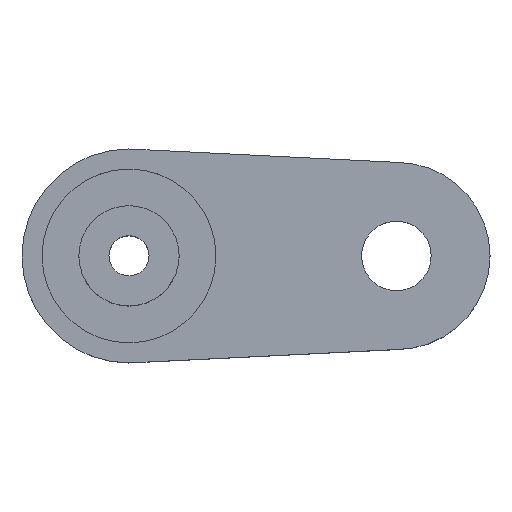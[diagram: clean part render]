
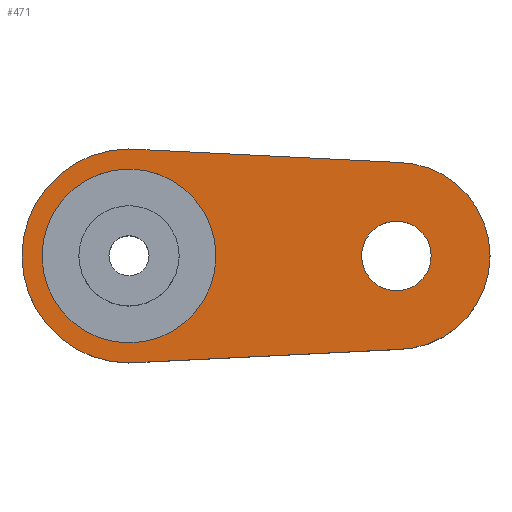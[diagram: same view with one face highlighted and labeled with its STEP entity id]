
A CAD part, top view. The second image highlights one B-rep face of the part: STEP entity #471.
In plain terms, the highlighted planar face has unit normal (0, 0, 1).
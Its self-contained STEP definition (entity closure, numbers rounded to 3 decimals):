
#141 = DIRECTION ( 'NONE',  ( 1., 0., 0. ) ) ;
#142 = DIRECTION ( 'NONE',  ( 0., 0., 1. ) ) ;
#143 = CARTESIAN_POINT ( 'NONE',  ( 0., 0., 4.5 ) ) ;
#144 = AXIS2_PLACEMENT_3D ( 'NONE', #143, #142, #141 ) ;
#145 = CIRCLE ( 'NONE', #144, 8. ) ;
#146 = DIRECTION ( 'NONE',  ( 1., 0., 0. ) ) ;
#148 = DIRECTION ( 'NONE',  ( 0., 0., 1. ) ) ;
#149 = CARTESIAN_POINT ( 'NONE',  ( 20., 0., 4.5 ) ) ;
#150 = AXIS2_PLACEMENT_3D ( 'NONE', #149, #148, #146 ) ;
#151 = CIRCLE ( 'NONE', #150, 2.6 ) ;
#156 = CARTESIAN_POINT ( 'NONE',  ( 22.6, 0., 4.5 ) ) ;
#171 = CARTESIAN_POINT ( 'NONE',  ( 0., -8., 4.5 ) ) ;
#172 = CIRCLE ( 'NONE', #182, 6.5 ) ;
#173 = CARTESIAN_POINT ( 'NONE',  ( 6.5, 0., 4.5 ) ) ;
#179 = DIRECTION ( 'NONE',  ( 1., 0., 0. ) ) ;
#180 = DIRECTION ( 'NONE',  ( 0., 0., 1. ) ) ;
#181 = CARTESIAN_POINT ( 'NONE',  ( 0., 0., 4.5 ) ) ;
#182 = AXIS2_PLACEMENT_3D ( 'NONE', #181, #180, #179 ) ;
#195 = CARTESIAN_POINT ( 'NONE',  ( -6.5, 0., 4.5 ) ) ;
#316 = CARTESIAN_POINT ( 'NONE',  ( 17.4, 0., 4.5 ) ) ;
#327 = CARTESIAN_POINT ( 'NONE',  ( 20., 0., 4.5 ) ) ;
#370 = DIRECTION ( 'NONE',  ( 1., 0., 0. ) ) ;
#371 = DIRECTION ( 'NONE',  ( 0., 0., 1. ) ) ;
#372 = AXIS2_PLACEMENT_3D ( 'NONE', #327, #371, #370 ) ;
#373 = CIRCLE ( 'NONE', #372, 2.6 ) ;
#450 = VERTEX_POINT ( 'NONE', #702 ) ;
#454 = ORIENTED_EDGE ( 'NONE', *, *, #512, .F. ) ;
#459 = ORIENTED_EDGE ( 'NONE', *, *, #499, .T. ) ;
#464 = EDGE_LOOP ( 'NONE', ( #465, #459, #483, #478, #480 ) ) ;
#465 = ORIENTED_EDGE ( 'NONE', *, *, #466, .T. ) ;
#466 = EDGE_CURVE ( 'NONE', #450, #490, #766, .T. ) ;
#467 = EDGE_CURVE ( 'NONE', #513, #520, #781, .T. ) ;
#468 = ORIENTED_EDGE ( 'NONE', *, *, #467, .F. ) ;
#471 = ADVANCED_FACE ( 'NONE', ( #741, #740, #759 ), #756, .T. ) ;
#473 = EDGE_LOOP ( 'NONE', ( #468, #454 ) ) ;
#475 = EDGE_LOOP ( 'NONE', ( #487, #488 ) ) ;
#476 = VERTEX_POINT ( 'NONE', #787 ) ;
#477 = EDGE_CURVE ( 'NONE', #476, #450, #783, .T. ) ;
#478 = ORIENTED_EDGE ( 'NONE', *, *, #479, .T. ) ;
#479 = EDGE_CURVE ( 'NONE', #482, #476, #728, .T. ) ;
#480 = ORIENTED_EDGE ( 'NONE', *, *, #477, .T. ) ;
#481 = EDGE_CURVE ( 'NONE', #510, #482, #796, .T. ) ;
#482 = VERTEX_POINT ( 'NONE', #795 ) ;
#483 = ORIENTED_EDGE ( 'NONE', *, *, #481, .T. ) ;
#487 = ORIENTED_EDGE ( 'NONE', *, *, #501, .F. ) ;
#488 = ORIENTED_EDGE ( 'NONE', *, *, #564, .F. ) ;
#490 = VERTEX_POINT ( 'NONE', #788 ) ;
#499 = EDGE_CURVE ( 'NONE', #490, #510, #145, .T. ) ;
#501 = EDGE_CURVE ( 'NONE', #581, #502, #151, .T. ) ;
#502 = VERTEX_POINT ( 'NONE', #156 ) ;
#510 = VERTEX_POINT ( 'NONE', #171 ) ;
#512 = EDGE_CURVE ( 'NONE', #520, #513, #172, .T. ) ;
#513 = VERTEX_POINT ( 'NONE', #173 ) ;
#520 = VERTEX_POINT ( 'NONE', #195 ) ;
#564 = EDGE_CURVE ( 'NONE', #502, #581, #373, .T. ) ;
#581 = VERTEX_POINT ( 'NONE', #316 ) ;
#702 = CARTESIAN_POINT ( 'NONE',  ( 0., 8., 4.5 ) ) ;
#727 = AXIS2_PLACEMENT_3D ( 'NONE', #761, #760, #764 ) ;
#728 = CIRCLE ( 'NONE', #727, 7. ) ;
#740 = FACE_OUTER_BOUND ( 'NONE', #464, .T. ) ;
#741 = FACE_BOUND ( 'NONE', #473, .T. ) ;
#753 = CARTESIAN_POINT ( 'NONE',  ( 0., 0., 4.5 ) ) ;
#754 = DIRECTION ( 'NONE',  ( 1., 0., 0. ) ) ;
#755 = DIRECTION ( 'NONE',  ( 0., 0., 1. ) ) ;
#756 = PLANE ( 'NONE',  #758 ) ;
#757 = CARTESIAN_POINT ( 'NONE',  ( 0., 0., 4.5 ) ) ;
#758 = AXIS2_PLACEMENT_3D ( 'NONE', #757, #763, #762 ) ;
#759 = FACE_BOUND ( 'NONE', #475, .T. ) ;
#760 = DIRECTION ( 'NONE',  ( 0., 0., 1. ) ) ;
#761 = CARTESIAN_POINT ( 'NONE',  ( 20., 0., 4.5 ) ) ;
#762 = DIRECTION ( 'NONE',  ( 1., 0., 0. ) ) ;
#763 = DIRECTION ( 'NONE',  ( 0., 0., 1. ) ) ;
#764 = DIRECTION ( 'NONE',  ( -1., 0., 0. ) ) ;
#766 = CIRCLE ( 'NONE', #770, 8. ) ;
#769 = CARTESIAN_POINT ( 'NONE',  ( 0., 0., 4.5 ) ) ;
#770 = AXIS2_PLACEMENT_3D ( 'NONE', #769, #755, #754 ) ;
#778 = DIRECTION ( 'NONE',  ( 1., 0., 0. ) ) ;
#779 = DIRECTION ( 'NONE',  ( 0., 0., 1. ) ) ;
#780 = AXIS2_PLACEMENT_3D ( 'NONE', #753, #779, #778 ) ;
#781 = CIRCLE ( 'NONE', #780, 6.5 ) ;
#783 = LINE ( 'NONE', #786, #785 ) ;
#784 = DIRECTION ( 'NONE',  ( -0.999, 0.05, 0. ) ) ;
#785 = VECTOR ( 'NONE', #784, 1000. ) ;
#786 = CARTESIAN_POINT ( 'NONE',  ( 20., 7., 4.5 ) ) ;
#787 = CARTESIAN_POINT ( 'NONE',  ( 20., 7., 4.5 ) ) ;
#788 = CARTESIAN_POINT ( 'NONE',  ( -8., 0., 4.5 ) ) ;
#792 = DIRECTION ( 'NONE',  ( 0.999, 0.05, 0. ) ) ;
#793 = VECTOR ( 'NONE', #792, 1000. ) ;
#794 = CARTESIAN_POINT ( 'NONE',  ( 20., -7., 4.5 ) ) ;
#795 = CARTESIAN_POINT ( 'NONE',  ( 20., -7., 4.5 ) ) ;
#796 = LINE ( 'NONE', #794, #793 ) ;
